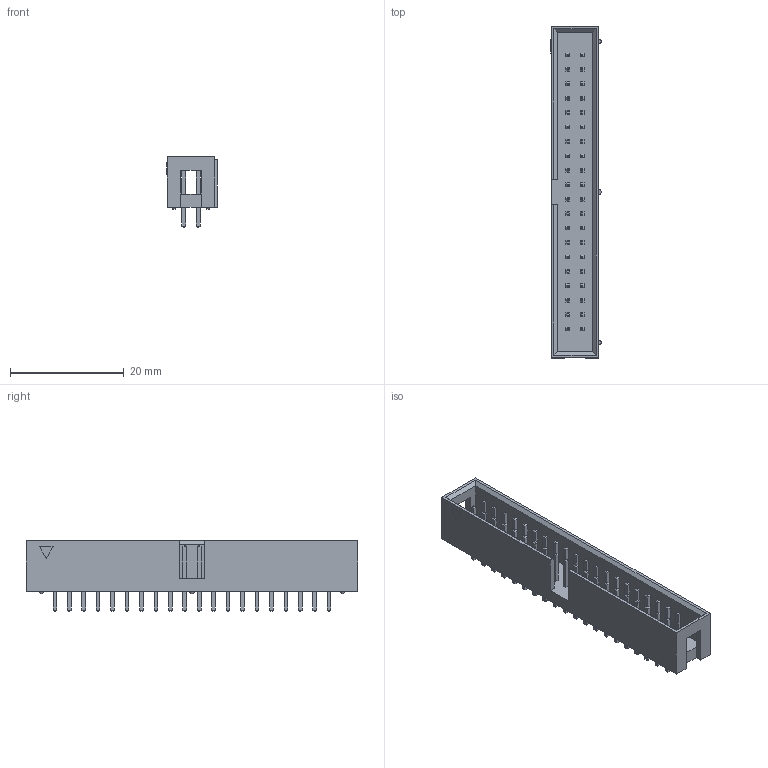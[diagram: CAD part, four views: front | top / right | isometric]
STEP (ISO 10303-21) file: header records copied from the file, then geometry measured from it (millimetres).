
FILE_DESCRIPTION(('FreeCAD Model'),'2;1');
FILE_NAME('Fusion.step', '2017-02-17T17:16:48',('kicad StepUp'),('ksu MCAD'), 'Open CASCADE STEP processor 6.8','FreeCAD','Unknown');
FILE_SCHEMA(('AUTOMOTIVE_DESIGN_CC2 { 1 2 10303 214 -1 1 5 4 }'));
Length unit declared in the file: millimetre
Products named in the file (2): ASSEMBLY; Fusion
Assembly tree (1 placements, depth 2):
  ASSEMBLY
    Fusion
Bounding box: 8.85 x 58.4 x 12.4 mm (x, y, z)
Surface area: 3834.1 mm2 (no closed solid volume)
Topology: 0 solids, 7 shells, 777 faces, 1744 edges, 1044 vertices
Faces by surface type: plane 766, bspline 6, cylinder 5
Entity records: 26200 total; most frequent: CARTESIAN_POINT 3645, ORIENTED_EDGE 3496, DIRECTION 3300, EDGE_CURVE 1732, LINE 1710, VECTOR 1710, VERTEX_POINT 1044, FACE_BOUND 864
